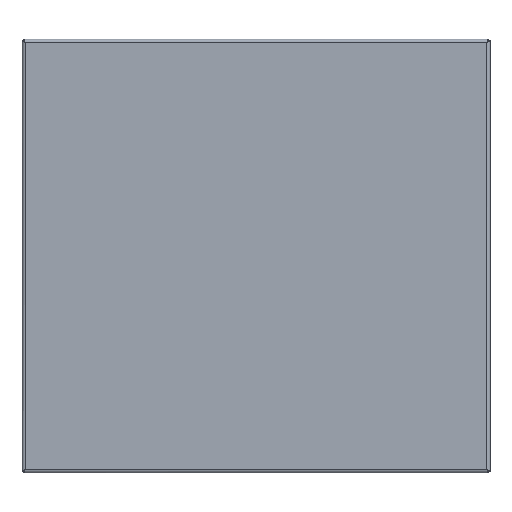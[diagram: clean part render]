
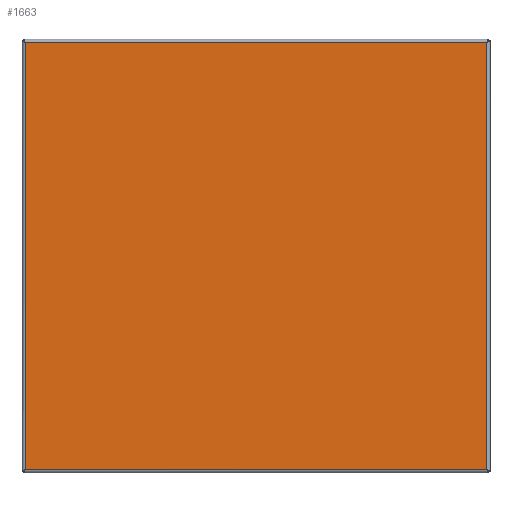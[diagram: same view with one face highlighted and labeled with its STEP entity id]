
A CAD part, top view. The second image highlights one B-rep face of the part: STEP entity #1663.
In plain terms, the highlighted planar face has unit normal (0, 0, 1).
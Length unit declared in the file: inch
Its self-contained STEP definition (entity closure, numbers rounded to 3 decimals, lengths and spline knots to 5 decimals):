
#73 = LINE ( 'NONE', #782, #759 ) ;
#110 = CARTESIAN_POINT ( 'NONE',  ( 0., -10.844, 1. ) ) ;
#136 = EDGE_CURVE ( 'NONE', #611, #2190, #73, .T. ) ;
#255 = DIRECTION ( 'NONE',  ( 0., 0., 1. ) ) ;
#266 = PLANE ( 'NONE',  #1896 ) ;
#286 = DIRECTION ( 'NONE',  ( 1., 0., 0. ) ) ;
#287 = VECTOR ( 'NONE', #951, 39.37008 ) ;
#308 = VERTEX_POINT ( 'NONE', #1725 ) ;
#382 = CARTESIAN_POINT ( 'NONE',  ( -11.719, 0., 1. ) ) ;
#408 = LINE ( 'NONE', #2062, #287 ) ;
#427 = CARTESIAN_POINT ( 'NONE',  ( 0., 0., 1. ) ) ;
#446 = DIRECTION ( 'NONE',  ( 0., 1., 0. ) ) ;
#495 = CARTESIAN_POINT ( 'NONE',  ( -11.719, 10.844, 1. ) ) ;
#513 = ORIENTED_EDGE ( 'NONE', *, *, #965, .T. ) ;
#522 = VECTOR ( 'NONE', #286, 39.37008 ) ;
#611 = VERTEX_POINT ( 'NONE', #768 ) ;
#687 = CARTESIAN_POINT ( 'NONE',  ( 11.719, 10.844, 1. ) ) ;
#759 = VECTOR ( 'NONE', #446, 39.37008 ) ;
#768 = CARTESIAN_POINT ( 'NONE',  ( 11.719, -10.844, 1. ) ) ;
#782 = CARTESIAN_POINT ( 'NONE',  ( 11.719, 0., 1. ) ) ;
#820 = EDGE_LOOP ( 'NONE', ( #1756, #513, #1055, #914 ) ) ;
#914 = ORIENTED_EDGE ( 'NONE', *, *, #136, .T. ) ;
#951 = DIRECTION ( 'NONE',  ( -1., 0., 0. ) ) ;
#965 = EDGE_CURVE ( 'NONE', #1136, #308, #2325, .T. ) ;
#1055 = ORIENTED_EDGE ( 'NONE', *, *, #1094, .T. ) ;
#1094 = EDGE_CURVE ( 'NONE', #308, #611, #1713, .T. ) ;
#1136 = VERTEX_POINT ( 'NONE', #495 ) ;
#1150 = DIRECTION ( 'NONE',  ( 1., 0., 0. ) ) ;
#1171 = VECTOR ( 'NONE', #1791, 39.37008 ) ;
#1477 = FACE_OUTER_BOUND ( 'NONE', #820, .T. ) ;
#1657 = EDGE_CURVE ( 'NONE', #2190, #1136, #408, .T. ) ;
#1663 = ADVANCED_FACE ( 'NONE', ( #1477 ), #266, .T. ) ;
#1713 = LINE ( 'NONE', #110, #522 ) ;
#1725 = CARTESIAN_POINT ( 'NONE',  ( -11.719, -10.844, 1. ) ) ;
#1756 = ORIENTED_EDGE ( 'NONE', *, *, #1657, .T. ) ;
#1791 = DIRECTION ( 'NONE',  ( 0., -1., 0. ) ) ;
#1896 = AXIS2_PLACEMENT_3D ( 'NONE', #427, #255, #1150 ) ;
#2062 = CARTESIAN_POINT ( 'NONE',  ( 0., 10.844, 1. ) ) ;
#2190 = VERTEX_POINT ( 'NONE', #687 ) ;
#2325 = LINE ( 'NONE', #382, #1171 ) ;
